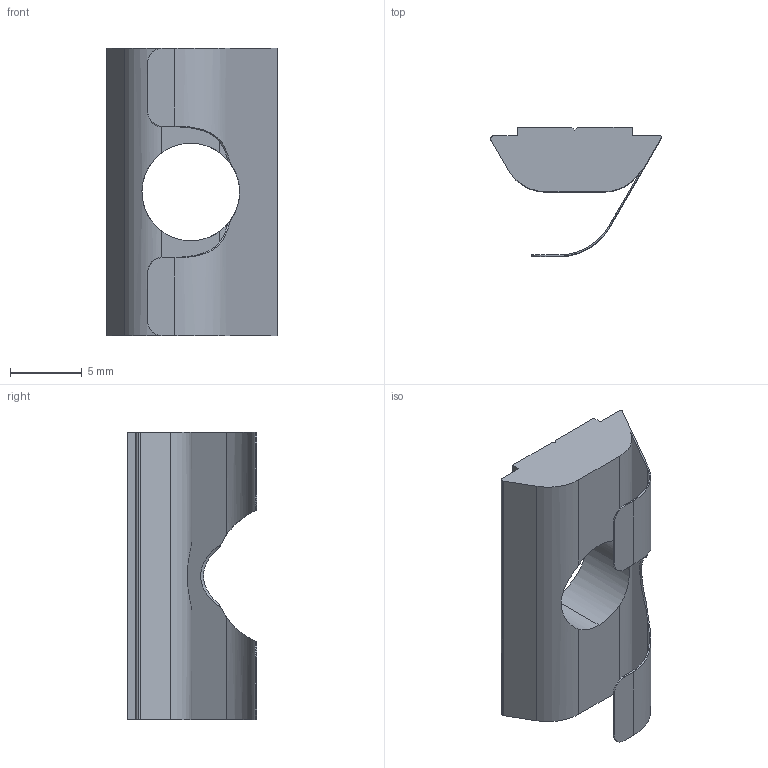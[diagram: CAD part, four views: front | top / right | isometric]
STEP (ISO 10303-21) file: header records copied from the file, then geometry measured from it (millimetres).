
FILE_DESCRIPTION (( 'STEP AP203' ), '1' );
FILE_NAME ('084.302.118.STEP', '2018-03-13T07:43:46', ( '' ), ( '' ), 'SwSTEP 2.0', 'SolidWorks 2016', '' );
FILE_SCHEMA (( 'CONFIG_CONTROL_DESIGN' ));
Length unit declared in the file: millimetre
Products named in the file (1): 084.302.118
Bounding box: 11.88 x 9 x 20 mm (x, y, z)
Volume: 694.1 mm3; surface area: 995.2 mm2
Topology: 1 solids, 1 shells, 42 faces, 124 edges, 82 vertices
Faces by surface type: plane 23, cylinder 17, bspline 2
Entity records: 1603 total; most frequent: CARTESIAN_POINT 433, ORIENTED_EDGE 248, DIRECTION 212, EDGE_CURVE 124, VERTEX_POINT 82, LINE 74, VECTOR 74, AXIS2_PLACEMENT_3D 69
